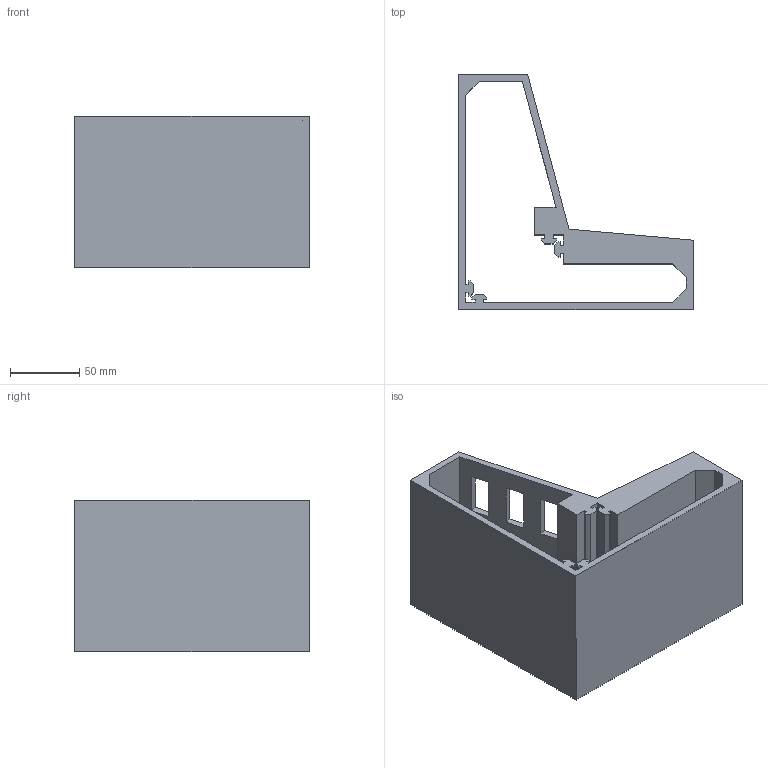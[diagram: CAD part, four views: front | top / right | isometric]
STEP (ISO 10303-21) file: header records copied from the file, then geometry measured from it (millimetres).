
FILE_DESCRIPTION(('FreeCAD Model'),'2;1');
FILE_NAME('Open CASCADE Shape Model','2025-07-12T08:48:33',(''),(''), 'Open CASCADE STEP processor 7.8','FreeCAD','Unknown');
FILE_SCHEMA(('AUTOMOTIVE_DESIGN { 1 0 10303 214 1 1 1 1 }'));
Length unit declared in the file: millimetre
Products named in the file (1): LCDs
Bounding box: 170 x 170 x 110 mm (x, y, z)
Volume: 557789.1 mm3; surface area: 160596.3 mm2
Topology: 1 solids, 1 shells, 115 faces, 324 edges, 216 vertices
Faces by surface type: plane 110, cylinder 5
Full cylindrical faces by diameter (mm): 12 x5
Entity records: 3718 total; most frequent: CARTESIAN_POINT 656, ORIENTED_EDGE 648, DIRECTION 566, EDGE_CURVE 324, LINE 314, VECTOR 314, VERTEX_POINT 216, FACE_BOUND 144
